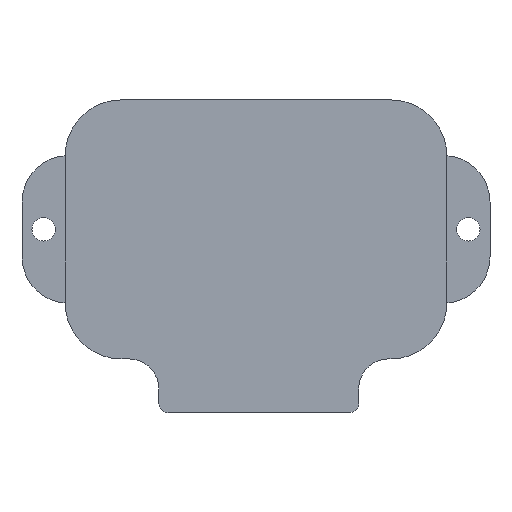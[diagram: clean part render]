
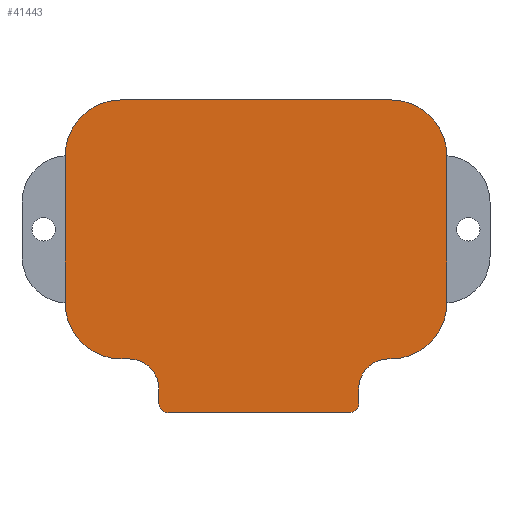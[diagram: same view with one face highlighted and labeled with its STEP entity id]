
A CAD part, front view. The second image highlights one B-rep face of the part: STEP entity #41443.
In plain terms, the highlighted planar face has unit normal (0, -1, 0).
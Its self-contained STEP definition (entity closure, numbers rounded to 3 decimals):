
#2632=PLANE('',#44949);
#5209=FACE_OUTER_BOUND('',#7725,.T.);
#7725=EDGE_LOOP('',(#38775,#38776,#38777,#38778,#38779,#38780,#38781,#38782,
#38783,#38784,#38785,#38786,#38787,#38788,#38789,#38790));
#12385=LINE('',#67782,#17141);
#12388=LINE('',#67794,#17144);
#12392=LINE('',#67801,#17148);
#12401=LINE('',#67822,#17157);
#12407=LINE('',#67837,#17163);
#12452=LINE('',#67992,#17208);
#12479=LINE('',#68069,#17235);
#12481=LINE('',#68076,#17237);
#17141=VECTOR('',#55650,10.);
#17144=VECTOR('',#55661,10.);
#17148=VECTOR('',#55665,10.);
#17157=VECTOR('',#55682,10.);
#17163=VECTOR('',#55698,10.);
#17208=VECTOR('',#55865,10.);
#17235=VECTOR('',#55946,10.);
#17237=VECTOR('',#55954,10.);
#18031=CIRCLE('',#44846,6.5);
#18033=CIRCLE('',#44850,6.5);
#18035=CIRCLE('',#44854,2.);
#18037=CIRCLE('',#44859,2.);
#18075=CIRCLE('',#44947,12.);
#18076=CIRCLE('',#44950,12.);
#18077=CIRCLE('',#44951,12.);
#18078=CIRCLE('',#44952,12.);
#21702=VERTEX_POINT('',#67772);
#21703=VERTEX_POINT('',#67774);
#21705=VERTEX_POINT('',#67780);
#21708=VERTEX_POINT('',#67787);
#21709=VERTEX_POINT('',#67789);
#21710=VERTEX_POINT('',#67793);
#21713=VERTEX_POINT('',#67799);
#21719=VERTEX_POINT('',#67814);
#21721=VERTEX_POINT('',#67820);
#21725=VERTEX_POINT('',#67833);
#21773=VERTEX_POINT('',#67989);
#21774=VERTEX_POINT('',#67991);
#21796=VERTEX_POINT('',#68064);
#21797=VERTEX_POINT('',#68068);
#21798=VERTEX_POINT('',#68073);
#21799=VERTEX_POINT('',#68075);
#27325=EDGE_CURVE('',#21702,#21703,#18031,.T.);
#27329=EDGE_CURVE('',#21702,#21705,#12385,.T.);
#27332=EDGE_CURVE('',#21708,#21709,#18033,.T.);
#27334=EDGE_CURVE('',#21703,#21710,#12388,.T.);
#27338=EDGE_CURVE('',#21713,#21708,#12392,.T.);
#27346=EDGE_CURVE('',#21719,#21705,#18035,.T.);
#27349=EDGE_CURVE('',#21719,#21721,#12401,.T.);
#27356=EDGE_CURVE('',#21725,#21721,#18037,.T.);
#27357=EDGE_CURVE('',#21725,#21709,#12407,.T.);
#27427=EDGE_CURVE('',#21774,#21773,#12452,.T.);
#27465=EDGE_CURVE('',#21774,#21796,#18075,.T.);
#27467=EDGE_CURVE('',#21797,#21796,#12479,.T.);
#27469=EDGE_CURVE('',#21797,#21713,#18076,.T.);
#27470=EDGE_CURVE('',#21798,#21773,#18077,.T.);
#27471=EDGE_CURVE('',#21799,#21798,#12481,.T.);
#27472=EDGE_CURVE('',#21710,#21799,#18078,.T.);
#38775=ORIENTED_EDGE('',*,*,#27346,.F.);
#38776=ORIENTED_EDGE('',*,*,#27349,.T.);
#38777=ORIENTED_EDGE('',*,*,#27356,.F.);
#38778=ORIENTED_EDGE('',*,*,#27357,.T.);
#38779=ORIENTED_EDGE('',*,*,#27332,.F.);
#38780=ORIENTED_EDGE('',*,*,#27338,.F.);
#38781=ORIENTED_EDGE('',*,*,#27469,.F.);
#38782=ORIENTED_EDGE('',*,*,#27467,.T.);
#38783=ORIENTED_EDGE('',*,*,#27465,.F.);
#38784=ORIENTED_EDGE('',*,*,#27427,.T.);
#38785=ORIENTED_EDGE('',*,*,#27470,.F.);
#38786=ORIENTED_EDGE('',*,*,#27471,.F.);
#38787=ORIENTED_EDGE('',*,*,#27472,.F.);
#38788=ORIENTED_EDGE('',*,*,#27334,.F.);
#38789=ORIENTED_EDGE('',*,*,#27325,.F.);
#38790=ORIENTED_EDGE('',*,*,#27329,.T.);
#41443=ADVANCED_FACE('',(#5209),#2632,.T.);
#44846=AXIS2_PLACEMENT_3D('',#67775,#55643,#55644);
#44850=AXIS2_PLACEMENT_3D('',#67790,#55656,#55657);
#44854=AXIS2_PLACEMENT_3D('',#67816,#55676,#55677);
#44859=AXIS2_PLACEMENT_3D('',#67835,#55694,#55695);
#44947=AXIS2_PLACEMENT_3D('',#68065,#55941,#55942);
#44949=AXIS2_PLACEMENT_3D('',#68071,#55948,#55949);
#44950=AXIS2_PLACEMENT_3D('',#68072,#55950,#55951);
#44951=AXIS2_PLACEMENT_3D('',#68074,#55952,#55953);
#44952=AXIS2_PLACEMENT_3D('',#68077,#55955,#55956);
#55643=DIRECTION('center_axis',(0.,-1.,0.));
#55644=DIRECTION('ref_axis',(0.707,0.,0.707));
#55650=DIRECTION('',(0.,0.,-1.));
#55656=DIRECTION('center_axis',(0.,-1.,0.));
#55657=DIRECTION('ref_axis',(-0.707,0.,0.707));
#55661=DIRECTION('',(-1.,0.,0.));
#55665=DIRECTION('',(-1.,0.,0.));
#55676=DIRECTION('center_axis',(0.,1.,0.));
#55677=DIRECTION('ref_axis',(-0.707,0.,-0.707));
#55682=DIRECTION('',(1.,0.,0.));
#55694=DIRECTION('center_axis',(0.,1.,0.));
#55695=DIRECTION('ref_axis',(0.707,0.,-0.707));
#55698=DIRECTION('',(0.,0.,1.));
#55865=DIRECTION('',(-1.,0.,0.));
#55941=DIRECTION('center_axis',(0.,1.,0.));
#55942=DIRECTION('ref_axis',(0.707,0.,0.707));
#55946=DIRECTION('',(0.,0.,1.));
#55948=DIRECTION('center_axis',(0.,-1.,0.));
#55949=DIRECTION('ref_axis',(1.,0.,0.));
#55950=DIRECTION('center_axis',(0.,1.,0.));
#55951=DIRECTION('ref_axis',(0.707,0.,-0.707));
#55952=DIRECTION('center_axis',(0.,1.,0.));
#55953=DIRECTION('ref_axis',(-0.707,0.,0.707));
#55954=DIRECTION('',(0.,0.,1.));
#55955=DIRECTION('center_axis',(0.,1.,0.));
#55956=DIRECTION('ref_axis',(-0.707,0.,-0.707));
#67772=CARTESIAN_POINT('',(16.728,-6.,-59.099));
#67774=CARTESIAN_POINT('',(10.228,-6.,-52.599));
#67775=CARTESIAN_POINT('Origin',(10.228,-6.,-59.099));
#67780=CARTESIAN_POINT('',(16.728,-6.,-62.199));
#67782=CARTESIAN_POINT('',(16.728,-6.,-51.199));
#67787=CARTESIAN_POINT('',(66.228,-6.,-52.599));
#67789=CARTESIAN_POINT('',(59.728,-6.,-59.099));
#67790=CARTESIAN_POINT('Origin',(66.228,-6.,-59.099));
#67793=CARTESIAN_POINT('',(8.539,-6.,-52.599));
#67794=CARTESIAN_POINT('',(37.629,-6.,-52.599));
#67799=CARTESIAN_POINT('',(66.719,-6.,-52.599));
#67801=CARTESIAN_POINT('',(37.629,-6.,-52.599));
#67814=CARTESIAN_POINT('',(18.728,-6.,-64.199));
#67816=CARTESIAN_POINT('Origin',(18.728,-6.,-62.199));
#67820=CARTESIAN_POINT('',(57.728,-6.,-64.199));
#67822=CARTESIAN_POINT('',(16.728,-6.,-64.199));
#67833=CARTESIAN_POINT('',(59.728,-6.,-62.199));
#67835=CARTESIAN_POINT('Origin',(57.728,-6.,-62.199));
#67837=CARTESIAN_POINT('',(59.728,-6.,-64.199));
#67989=CARTESIAN_POINT('',(8.539,-6.,3.141));
#67991=CARTESIAN_POINT('',(66.719,-6.,3.141));
#67992=CARTESIAN_POINT('',(37.629,-6.,3.141));
#68064=CARTESIAN_POINT('',(78.719,-6.,-8.859));
#68065=CARTESIAN_POINT('Origin',(66.719,-6.,-8.859));
#68068=CARTESIAN_POINT('',(78.719,-6.,-40.599));
#68069=CARTESIAN_POINT('',(78.719,-6.,-52.599));
#68071=CARTESIAN_POINT('Origin',(37.629,-6.,-24.729));
#68072=CARTESIAN_POINT('Origin',(66.719,-6.,-40.599));
#68073=CARTESIAN_POINT('',(-3.461,-6.,-8.859));
#68074=CARTESIAN_POINT('Origin',(8.539,-6.,-8.859));
#68075=CARTESIAN_POINT('',(-3.461,-6.,-40.599));
#68076=CARTESIAN_POINT('',(-3.461,-6.,-24.729));
#68077=CARTESIAN_POINT('Origin',(8.539,-6.,-40.599));
